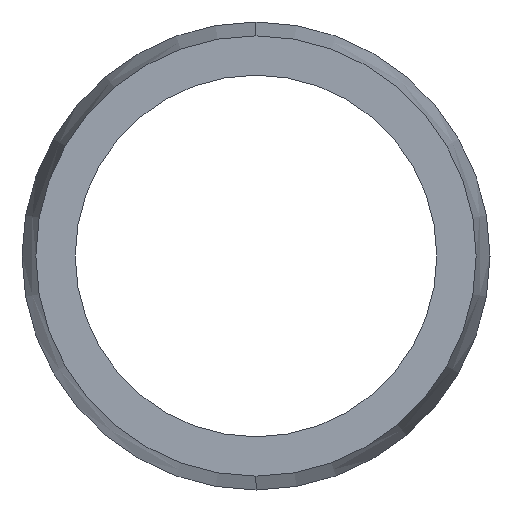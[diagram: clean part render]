
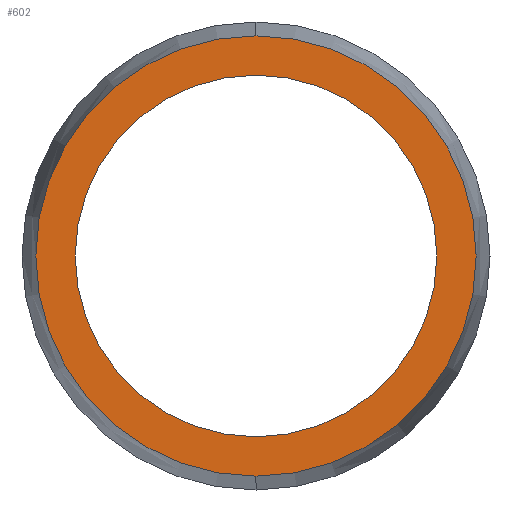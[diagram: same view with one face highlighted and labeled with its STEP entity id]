
A CAD part, left-side view. The second image highlights one B-rep face of the part: STEP entity #602.
In plain terms, the highlighted planar face has unit normal (-1, 0, 0).
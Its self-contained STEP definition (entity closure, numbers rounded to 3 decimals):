
#5 = CIRCLE ( 'NONE', #465, 8.5 ) ;
#7 = ORIENTED_EDGE ( 'NONE', *, *, #24, .T. ) ;
#15 = FACE_BOUND ( 'NONE', #54, .T. ) ;
#24 = EDGE_CURVE ( 'NONE', #623, #813, #94, .T. ) ;
#27 = AXIS2_PLACEMENT_3D ( 'NONE', #729, #159, #327 ) ;
#54 = EDGE_LOOP ( 'NONE', ( #322, #218 ) ) ;
#87 = DIRECTION ( 'NONE',  ( 0., 0., 1. ) ) ;
#94 = CIRCLE ( 'NONE', #555, 10.35 ) ;
#127 = EDGE_CURVE ( 'NONE', #641, #364, #5, .T. ) ;
#137 = CARTESIAN_POINT ( 'NONE',  ( -31.01, 0., 0. ) ) ;
#138 = EDGE_CURVE ( 'NONE', #813, #623, #635, .T. ) ;
#159 = DIRECTION ( 'NONE',  ( -1., 0., 0. ) ) ;
#185 = DIRECTION ( 'NONE',  ( 0., 0., -1. ) ) ;
#192 = DIRECTION ( 'NONE',  ( -1., 0., 0. ) ) ;
#205 = DIRECTION ( 'NONE',  ( 0., 0., 1. ) ) ;
#218 = ORIENTED_EDGE ( 'NONE', *, *, #657, .F. ) ;
#245 = CARTESIAN_POINT ( 'NONE',  ( -31.01, 0., 10.35 ) ) ;
#246 = FACE_OUTER_BOUND ( 'NONE', #396, .T. ) ;
#270 = CARTESIAN_POINT ( 'NONE',  ( -31.01, 0., 0. ) ) ;
#275 = CARTESIAN_POINT ( 'NONE',  ( -31.01, 0., 8.5 ) ) ;
#317 = CARTESIAN_POINT ( 'NONE',  ( -31.01, 0., 0. ) ) ;
#318 = AXIS2_PLACEMENT_3D ( 'NONE', #495, #756, #185 ) ;
#322 = ORIENTED_EDGE ( 'NONE', *, *, #127, .F. ) ;
#327 = DIRECTION ( 'NONE',  ( 0., 0., 1. ) ) ;
#364 = VERTEX_POINT ( 'NONE', #626 ) ;
#381 = DIRECTION ( 'NONE',  ( -1., 0., 0. ) ) ;
#384 = PLANE ( 'NONE',  #318 ) ;
#396 = EDGE_LOOP ( 'NONE', ( #7, #431 ) ) ;
#431 = ORIENTED_EDGE ( 'NONE', *, *, #138, .T. ) ;
#446 = CARTESIAN_POINT ( 'NONE',  ( -31.01, 0., -10.35 ) ) ;
#465 = AXIS2_PLACEMENT_3D ( 'NONE', #137, #381, #770 ) ;
#471 = DIRECTION ( 'NONE',  ( -1., 0., 0. ) ) ;
#495 = CARTESIAN_POINT ( 'NONE',  ( -31.01, 10.35, 0. ) ) ;
#555 = AXIS2_PLACEMENT_3D ( 'NONE', #317, #192, #205 ) ;
#574 = AXIS2_PLACEMENT_3D ( 'NONE', #270, #471, #87 ) ;
#602 = ADVANCED_FACE ( 'NONE', ( #15, #246 ), #384, .F. ) ;
#623 = VERTEX_POINT ( 'NONE', #446 ) ;
#626 = CARTESIAN_POINT ( 'NONE',  ( -31.01, 0., -8.5 ) ) ;
#635 = CIRCLE ( 'NONE', #574, 10.35 ) ;
#641 = VERTEX_POINT ( 'NONE', #275 ) ;
#657 = EDGE_CURVE ( 'NONE', #364, #641, #784, .T. ) ;
#729 = CARTESIAN_POINT ( 'NONE',  ( -31.01, 0., 0. ) ) ;
#756 = DIRECTION ( 'NONE',  ( 1., 0., 0. ) ) ;
#770 = DIRECTION ( 'NONE',  ( 0., 0., 1. ) ) ;
#784 = CIRCLE ( 'NONE', #27, 8.5 ) ;
#813 = VERTEX_POINT ( 'NONE', #245 ) ;
